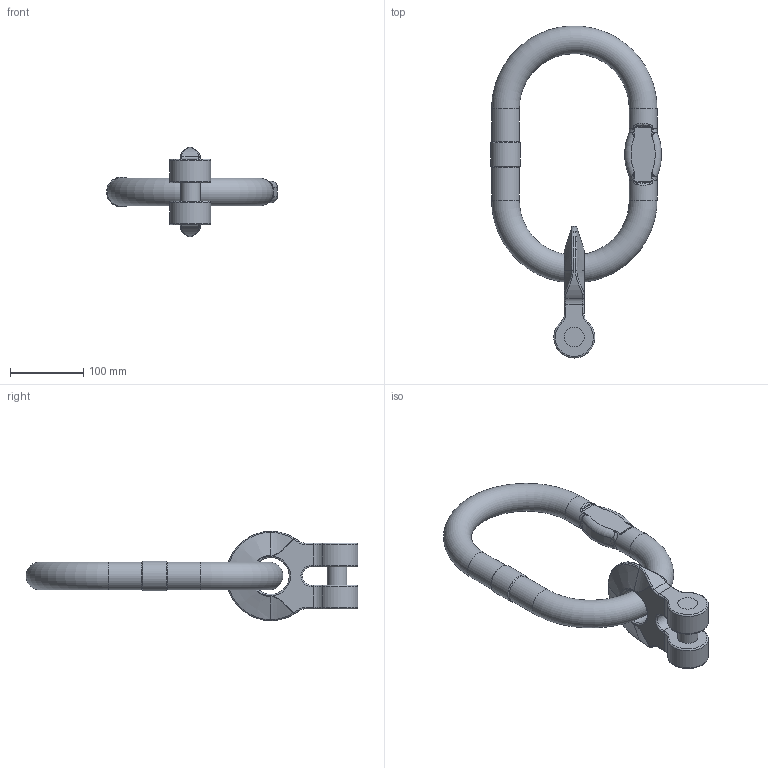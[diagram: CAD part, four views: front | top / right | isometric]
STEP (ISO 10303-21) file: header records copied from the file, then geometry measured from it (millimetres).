
FILE_DESCRIPTION(/* description */ (''),/* implementation_level */ '2;1');
FILE_NAME(/* name */ 'pewag_KMGW_1-22.stp',/* time_stamp */ '2023-01-27T12:26:48+01:00',/* author */ (''),/* organization */ (''),/* preprocessor_version */ 'ST-DEVELOPER v16',/* originating_system */ 'SIEMENS PLM Software NX 11.0',/* authorisation */ '');
FILE_SCHEMA (('AUTOMOTIVE_DESIGN { 1 0 10303 214 3 1 1 1 }'));
Length unit declared in the file: millimetre
Products named in the file (1): KSE2DF0FA72zqso
Bounding box: 233.53 x 453.37 x 122 mm (x, y, z)
Volume: 1347342.6 mm3; surface area: 163076.5 mm2
Topology: 3 solids, 3 shells, 350 faces, 906 edges, 555 vertices
Faces by surface type: plane 102, extrusion 99, bspline 72, cylinder 41, torus 30, sphere 4, cone 2
Full cylindrical faces by diameter (mm): 27 x3, 38 x4, 40.85 x1, 50 x1
Entity records: 13333 total; most frequent: CARTESIAN_POINT 5911, ORIENTED_EDGE 1732, DIRECTION 1098, EDGE_CURVE 866, VERTEX_POINT 550, B_SPLINE_CURVE_WITH_KNOTS 496, VECTOR 398, EDGE_LOOP 386
